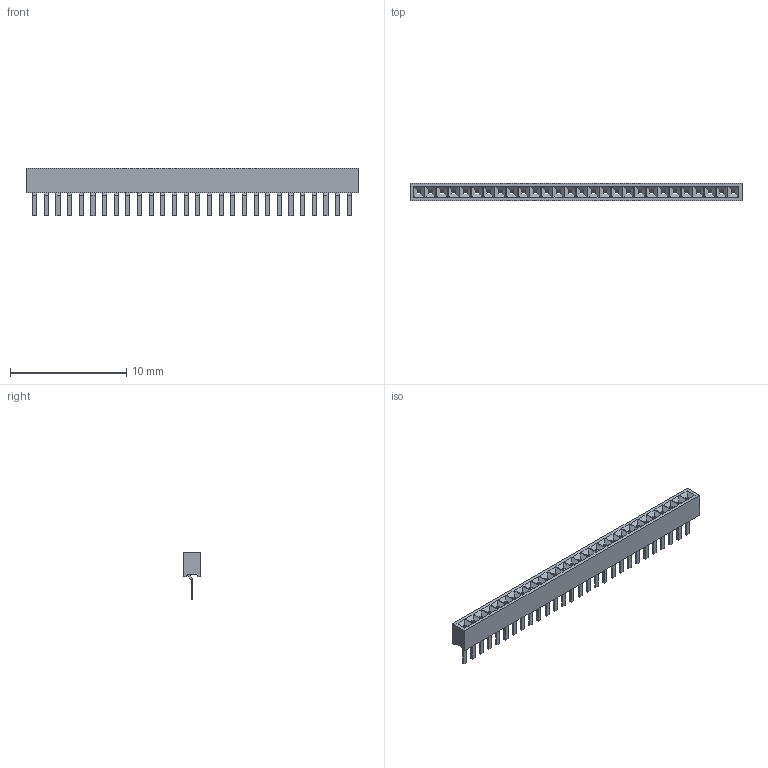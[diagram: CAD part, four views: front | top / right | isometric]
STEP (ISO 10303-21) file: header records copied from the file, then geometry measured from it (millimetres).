
FILE_DESCRIPTION (( 'STEP AP214' ), '1' );
FILE_NAME ('FFH10004-S28S1014K6K-REF .STEP', '2025-12-02T05:40:00', ( '' ), ( '' ), 'SwSTEP 2.0', 'SolidWorks 2021', '' );
FILE_SCHEMA (( 'AUTOMOTIVE_DESIGN' ));
Length unit declared in the file: millimetre
Products named in the file (1): FFH10004-S28S1014K6K-REF 
Bounding box: 28.5 x 1.5 x 4.1 mm (x, y, z)
Volume: 64.9 mm3; surface area: 519.8 mm2
Topology: 1 solids, 1 shells, 2158 faces, 5152 edges, 2912 vertices
Faces by surface type: plane 1710, cylinder 448
Entity records: 60258 total; most frequent: DIRECTION 10366, ORIENTED_EDGE 10304, CARTESIAN_POINT 10223, EDGE_CURVE 5152, LINE 4256, VECTOR 4256, AXIS2_PLACEMENT_3D 3055, VERTEX_POINT 2912
